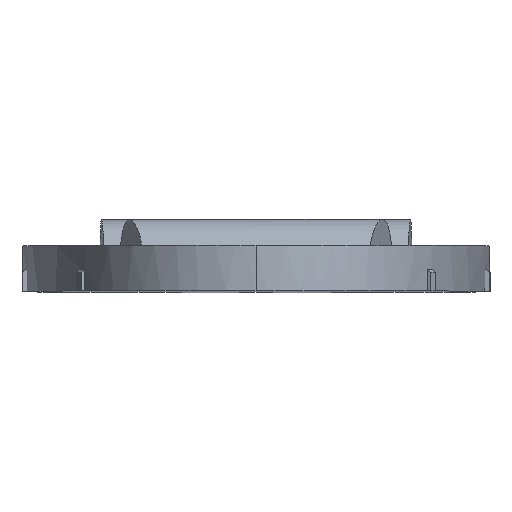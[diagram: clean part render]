
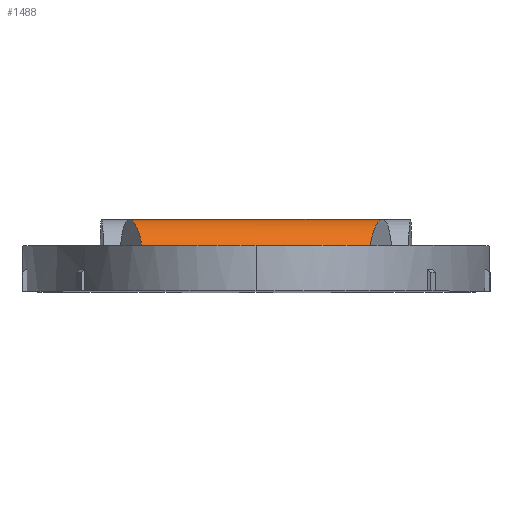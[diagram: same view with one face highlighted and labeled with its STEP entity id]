
A CAD part, top view. The second image highlights one B-rep face of the part: STEP entity #1488.
In plain terms, the highlighted cylindrical face has radius 4 mm (diameter 8 mm), a partial arc.
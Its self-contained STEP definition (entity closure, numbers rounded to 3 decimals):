
#45=CYLINDRICAL_SURFACE('',#1584,4.);
#49=FACE_OUTER_BOUND('',#131,.T.);
#131=EDGE_LOOP('',(#971,#972,#973,#974,#975,#976,#977,#978,#979,#980,#981,
#982));
#216=B_SPLINE_CURVE_WITH_KNOTS('',3,(#1905,#1906,#1907,#1908,#1909,#1910,
#1911,#1912,#1913,#1914),.UNSPECIFIED.,.F.,.F.,(4,2,2,2,4),(-0.452,
-0.367,-0.286,-0.142,-0.026),
 .UNSPECIFIED.);
#217=B_SPLINE_CURVE_WITH_KNOTS('',3,(#1918,#1919,#1920,#1921,#1922,#1923,
#1924,#1925,#1926,#1927,#1928,#1929,#1930,#1931,#1932,#1933,#1934,#1935,
#1936,#1937),.UNSPECIFIED.,.F.,.F.,(4,2,2,2,2,2,2,2,2,4),(2.588,
2.721,2.888,2.993,3.069,3.142,
3.234,3.396,3.537,3.539),
 .UNSPECIFIED.);
#218=B_SPLINE_CURVE_WITH_KNOTS('',3,(#1941,#1942,#1943,#1944,#1945,#1946,
#1947,#1948,#1949,#1950),.UNSPECIFIED.,.F.,.F.,(4,2,2,2,4),(-0.424,
-0.364,-0.288,-0.146,0.),
 .UNSPECIFIED.);
#219=B_SPLINE_CURVE_WITH_KNOTS('',3,(#1954,#1955,#1956,#1957,#1958,#1959,
#1960,#1961,#1962,#1963),.UNSPECIFIED.,.F.,.F.,(4,2,2,2,4),(-0.45,
-0.366,-0.286,-0.139,-0.026),
 .UNSPECIFIED.);
#220=B_SPLINE_CURVE_WITH_KNOTS('',3,(#1967,#1968,#1969,#1970,#1971,#1972,
#1973,#1974,#1975,#1976,#1977,#1978,#1979,#1980,#1981,#1982,#1983,#1984),
 .UNSPECIFIED.,.F.,.F.,(4,2,2,2,2,2,2,2,4),(1.587,1.735,
1.891,1.984,2.057,2.134,2.241,
2.409,2.538),.UNSPECIFIED.);
#221=B_SPLINE_CURVE_WITH_KNOTS('',3,(#1987,#1988,#1989,#1990,#1991,#1992,
#1993,#1994),.UNSPECIFIED.,.F.,.F.,(4,2,2,4),(-0.426,-0.293,
-0.144,0.),.UNSPECIFIED.);
#318=LINE('',#1881,#448);
#319=LINE('',#1916,#449);
#320=LINE('',#1939,#450);
#321=LINE('',#1952,#451);
#322=LINE('',#1965,#452);
#323=LINE('',#1986,#453);
#448=VECTOR('',#1641,10.);
#449=VECTOR('',#1644,10.);
#450=VECTOR('',#1645,10.);
#451=VECTOR('',#1646,10.);
#452=VECTOR('',#1647,10.);
#453=VECTOR('',#1648,10.);
#578=VERTEX_POINT('',#1879);
#579=VERTEX_POINT('',#1880);
#581=VERTEX_POINT('',#1904);
#582=VERTEX_POINT('',#1915);
#583=VERTEX_POINT('',#1917);
#584=VERTEX_POINT('',#1938);
#585=VERTEX_POINT('',#1940);
#586=VERTEX_POINT('',#1951);
#587=VERTEX_POINT('',#1953);
#588=VERTEX_POINT('',#1964);
#589=VERTEX_POINT('',#1966);
#590=VERTEX_POINT('',#1985);
#734=EDGE_CURVE('',#578,#579,#318,.T.);
#737=EDGE_CURVE('',#581,#579,#216,.T.);
#738=EDGE_CURVE('',#581,#582,#319,.T.);
#739=EDGE_CURVE('',#582,#583,#217,.T.);
#740=EDGE_CURVE('',#583,#584,#320,.T.);
#741=EDGE_CURVE('',#585,#584,#218,.T.);
#742=EDGE_CURVE('',#585,#586,#321,.T.);
#743=EDGE_CURVE('',#587,#586,#219,.T.);
#744=EDGE_CURVE('',#587,#588,#322,.T.);
#745=EDGE_CURVE('',#588,#589,#220,.T.);
#746=EDGE_CURVE('',#589,#590,#323,.T.);
#747=EDGE_CURVE('',#578,#590,#221,.T.);
#971=ORIENTED_EDGE('',*,*,#734,.T.);
#972=ORIENTED_EDGE('',*,*,#737,.F.);
#973=ORIENTED_EDGE('',*,*,#738,.T.);
#974=ORIENTED_EDGE('',*,*,#739,.T.);
#975=ORIENTED_EDGE('',*,*,#740,.T.);
#976=ORIENTED_EDGE('',*,*,#741,.F.);
#977=ORIENTED_EDGE('',*,*,#742,.T.);
#978=ORIENTED_EDGE('',*,*,#743,.F.);
#979=ORIENTED_EDGE('',*,*,#744,.T.);
#980=ORIENTED_EDGE('',*,*,#745,.T.);
#981=ORIENTED_EDGE('',*,*,#746,.T.);
#982=ORIENTED_EDGE('',*,*,#747,.F.);
#1488=ADVANCED_FACE('',(#49),#45,.T.);
#1584=AXIS2_PLACEMENT_3D('',#1903,#1642,#1643);
#1641=DIRECTION('',(1.,0.,0.));
#1642=DIRECTION('center_axis',(1.,0.,0.));
#1643=DIRECTION('ref_axis',(0.,1.,0.));
#1644=DIRECTION('',(-1.,0.,0.));
#1645=DIRECTION('',(1.,0.,0.));
#1646=DIRECTION('',(-1.,0.,0.));
#1647=DIRECTION('',(1.,0.,0.));
#1648=DIRECTION('',(-1.,0.,0.));
#1879=CARTESIAN_POINT('',(-11.112,-2.4,31.265));
#1880=CARTESIAN_POINT('',(11.112,-2.4,31.265));
#1881=CARTESIAN_POINT('',(0.,-2.4,31.265));
#1903=CARTESIAN_POINT('Origin',(0.,0.,28.065));
#1904=CARTESIAN_POINT('',(10.95,1.6,31.731));
#1905=CARTESIAN_POINT('Ctrl Pts',(10.95,1.6,31.731));
#1906=CARTESIAN_POINT('Ctrl Pts',(10.91,1.343,31.843));
#1907=CARTESIAN_POINT('Ctrl Pts',(10.88,1.073,31.929));
#1908=CARTESIAN_POINT('Ctrl Pts',(10.84,0.532,32.039));
#1909=CARTESIAN_POINT('Ctrl Pts',(10.83,0.263,32.066));
#1910=CARTESIAN_POINT('Ctrl Pts',(10.83,-0.489,32.064));
#1911=CARTESIAN_POINT('Ctrl Pts',(10.863,-0.963,31.977));
#1912=CARTESIAN_POINT('Ctrl Pts',(10.971,-1.767,31.674));
#1913=CARTESIAN_POINT('Ctrl Pts',(11.035,-2.099,31.49));
#1914=CARTESIAN_POINT('Ctrl Pts',(11.112,-2.4,31.265));
#1915=CARTESIAN_POINT('',(10.525,1.6,31.731));
#1916=CARTESIAN_POINT('',(0.,1.6,31.731));
#1917=CARTESIAN_POINT('',(12.482,1.6,24.399));
#1918=CARTESIAN_POINT('Ctrl Pts',(10.525,1.6,31.731));
#1919=CARTESIAN_POINT('Ctrl Pts',(10.588,2.001,31.556));
#1920=CARTESIAN_POINT('Ctrl Pts',(10.672,2.368,31.318));
#1921=CARTESIAN_POINT('Ctrl Pts',(10.893,3.091,30.661));
#1922=CARTESIAN_POINT('Ctrl Pts',(11.035,3.413,30.219));
#1923=CARTESIAN_POINT('Ctrl Pts',(11.274,3.777,29.425));
#1924=CARTESIAN_POINT('Ctrl Pts',(11.366,3.877,29.104));
#1925=CARTESIAN_POINT('Ctrl Pts',(11.525,3.98,28.532));
#1926=CARTESIAN_POINT('Ctrl Pts',(11.591,4.001,28.287));
#1927=CARTESIAN_POINT('Ctrl Pts',(11.717,3.998,27.805));
#1928=CARTESIAN_POINT('Ctrl Pts',(11.776,3.976,27.571));
#1929=CARTESIAN_POINT('Ctrl Pts',(11.906,3.879,27.044));
#1930=CARTESIAN_POINT('Ctrl Pts',(11.975,3.792,26.756));
#1931=CARTESIAN_POINT('Ctrl Pts',(12.151,3.463,25.994));
#1932=CARTESIAN_POINT('Ctrl Pts',(12.246,3.157,25.552));
#1933=CARTESIAN_POINT('Ctrl Pts',(12.391,2.436,24.858));
#1934=CARTESIAN_POINT('Ctrl Pts',(12.444,2.044,24.595));
#1935=CARTESIAN_POINT('Ctrl Pts',(12.482,1.61,24.403));
#1936=CARTESIAN_POINT('Ctrl Pts',(12.482,1.605,24.401));
#1937=CARTESIAN_POINT('Ctrl Pts',(12.482,1.6,24.399));
#1938=CARTESIAN_POINT('',(12.89,1.6,24.399));
#1939=CARTESIAN_POINT('',(0.,1.6,24.399));
#1940=CARTESIAN_POINT('',(12.797,-2.4,24.865));
#1941=CARTESIAN_POINT('Ctrl Pts',(12.797,-2.4,24.865));
#1942=CARTESIAN_POINT('Ctrl Pts',(12.821,-2.243,24.747));
#1943=CARTESIAN_POINT('Ctrl Pts',(12.842,-2.076,24.64));
#1944=CARTESIAN_POINT('Ctrl Pts',(12.885,-1.68,24.426));
#1945=CARTESIAN_POINT('Ctrl Pts',(12.904,-1.446,24.327));
#1946=CARTESIAN_POINT('Ctrl Pts',(12.946,-0.754,24.108));
#1947=CARTESIAN_POINT('Ctrl Pts',(12.958,-0.281,24.047));
#1948=CARTESIAN_POINT('Ctrl Pts',(12.949,0.678,24.093));
#1949=CARTESIAN_POINT('Ctrl Pts',(12.928,1.155,24.205));
#1950=CARTESIAN_POINT('Ctrl Pts',(12.89,1.6,24.399));
#1951=CARTESIAN_POINT('',(-12.797,-2.4,24.865));
#1952=CARTESIAN_POINT('',(0.,-2.4,24.865));
#1953=CARTESIAN_POINT('',(-12.89,1.6,24.399));
#1954=CARTESIAN_POINT('Ctrl Pts',(-12.89,1.6,24.399));
#1955=CARTESIAN_POINT('Ctrl Pts',(-12.912,1.345,24.288));
#1956=CARTESIAN_POINT('Ctrl Pts',(-12.928,1.079,24.203));
#1957=CARTESIAN_POINT('Ctrl Pts',(-12.949,0.544,24.093));
#1958=CARTESIAN_POINT('Ctrl Pts',(-12.954,0.278,24.066));
#1959=CARTESIAN_POINT('Ctrl Pts',(-12.955,-0.48,
24.064));
#1960=CARTESIAN_POINT('Ctrl Pts',(-12.938,-0.966,
24.153));
#1961=CARTESIAN_POINT('Ctrl Pts',(-12.878,-1.774,24.46));
#1962=CARTESIAN_POINT('Ctrl Pts',(-12.843,-2.102,24.642));
#1963=CARTESIAN_POINT('Ctrl Pts',(-12.797,-2.4,24.865));
#1964=CARTESIAN_POINT('',(-12.482,1.6,24.399));
#1965=CARTESIAN_POINT('',(0.,1.6,24.399));
#1966=CARTESIAN_POINT('',(-10.525,1.6,31.731));
#1967=CARTESIAN_POINT('Ctrl Pts',(-12.482,1.6,24.399));
#1968=CARTESIAN_POINT('Ctrl Pts',(-12.444,2.049,24.595));
#1969=CARTESIAN_POINT('Ctrl Pts',(-12.389,2.456,24.871));
#1970=CARTESIAN_POINT('Ctrl Pts',(-12.242,3.171,25.573));
#1971=CARTESIAN_POINT('Ctrl Pts',(-12.149,3.463,26.));
#1972=CARTESIAN_POINT('Ctrl Pts',(-11.977,3.788,26.746));
#1973=CARTESIAN_POINT('Ctrl Pts',(-11.908,3.877,27.036));
#1974=CARTESIAN_POINT('Ctrl Pts',(-11.777,3.976,27.566));
#1975=CARTESIAN_POINT('Ctrl Pts',(-11.717,3.998,27.802));
#1976=CARTESIAN_POINT('Ctrl Pts',(-11.591,4.002,28.288));
#1977=CARTESIAN_POINT('Ctrl Pts',(-11.524,3.98,28.536));
#1978=CARTESIAN_POINT('Ctrl Pts',(-11.363,3.874,29.117));
#1979=CARTESIAN_POINT('Ctrl Pts',(-11.268,3.77,29.446));
#1980=CARTESIAN_POINT('Ctrl Pts',(-11.027,3.396,30.247));
#1981=CARTESIAN_POINT('Ctrl Pts',(-10.884,3.069,30.688));
#1982=CARTESIAN_POINT('Ctrl Pts',(-10.668,2.347,31.331));
#1983=CARTESIAN_POINT('Ctrl Pts',(-10.587,1.989,31.561));
#1984=CARTESIAN_POINT('Ctrl Pts',(-10.525,1.6,31.731));
#1985=CARTESIAN_POINT('',(-10.95,1.6,31.731));
#1986=CARTESIAN_POINT('',(0.,1.6,31.731));
#1987=CARTESIAN_POINT('Ctrl Pts',(-11.112,-2.4,31.265));
#1988=CARTESIAN_POINT('Ctrl Pts',(-11.023,-2.053,31.526));
#1989=CARTESIAN_POINT('Ctrl Pts',(-10.951,-1.663,31.73));
#1990=CARTESIAN_POINT('Ctrl Pts',(-10.847,-0.773,
32.021));
#1991=CARTESIAN_POINT('Ctrl Pts',(-10.822,-0.278,
32.086));
#1992=CARTESIAN_POINT('Ctrl Pts',(-10.842,0.697,32.033));
#1993=CARTESIAN_POINT('Ctrl Pts',(-10.883,1.165,31.921));
#1994=CARTESIAN_POINT('Ctrl Pts',(-10.95,1.6,31.731));
